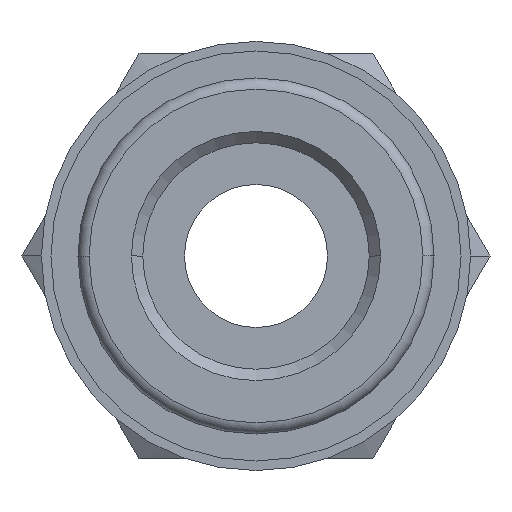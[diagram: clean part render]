
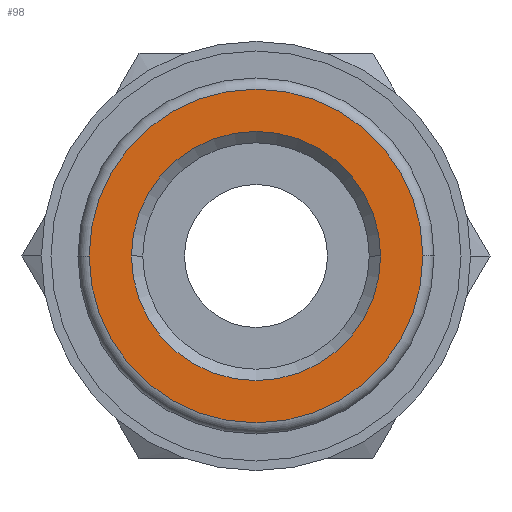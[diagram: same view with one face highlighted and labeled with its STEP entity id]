
A CAD part, front view. The second image highlights one B-rep face of the part: STEP entity #98.
In plain terms, the highlighted planar face has unit normal (0, -1, 0).
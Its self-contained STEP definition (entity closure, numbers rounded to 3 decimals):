
#98=ADVANCED_FACE('',(#258,#259),#260,.T.);
#258=FACE_BOUND('',#487,.T.);
#259=FACE_OUTER_BOUND('',#488,.T.);
#260=PLANE('',#489);
#487=EDGE_LOOP('',(#721,#722));
#488=EDGE_LOOP('',(#723,#724));
#489=AXIS2_PLACEMENT_3D('',#725,#726,#727);
#721=ORIENTED_EDGE('',*,*,#1283,.T.);
#722=ORIENTED_EDGE('',*,*,#1284,.T.);
#723=ORIENTED_EDGE('',*,*,#1285,.T.);
#724=ORIENTED_EDGE('',*,*,#1286,.T.);
#725=CARTESIAN_POINT('',(0.0,0.0,0.0));
#726=DIRECTION('',(0.0,-1.0,0.0));
#727=DIRECTION('',(-1.0,0.0,0.0));
#1283=EDGE_CURVE('',#1507,#1508,#1509,.T.);
#1284=EDGE_CURVE('',#1508,#1507,#1510,.T.);
#1285=EDGE_CURVE('',#1511,#1512,#1513,.T.);
#1286=EDGE_CURVE('',#1512,#1511,#1514,.T.);
#1507=VERTEX_POINT('',#1853);
#1508=VERTEX_POINT('',#1854);
#1509=CIRCLE('',#1855,5.225);
#1510=CIRCLE('',#1856,5.225);
#1511=VERTEX_POINT('',#1857);
#1512=VERTEX_POINT('',#1858);
#1513=CIRCLE('',#1859,7.0);
#1514=CIRCLE('',#1860,7.0);
#1853=CARTESIAN_POINT('',(-5.225,0.0,0.));
#1854=CARTESIAN_POINT('',(5.225,0.0,0.));
#1855=AXIS2_PLACEMENT_3D('',#2404,#2405,#2406);
#1856=AXIS2_PLACEMENT_3D('',#2407,#2408,#2409);
#1857=CARTESIAN_POINT('',(7.0,0.0,0.0));
#1858=CARTESIAN_POINT('',(-7.0,0.0,0.));
#1859=AXIS2_PLACEMENT_3D('',#2410,#2411,#2412);
#1860=AXIS2_PLACEMENT_3D('',#2413,#2414,#2415);
#2404=CARTESIAN_POINT('',(0.0,0.0,0.0));
#2405=DIRECTION('',(-0.0,1.0,0.0));
#2406=DIRECTION('',(1.0,0.0,0.0));
#2407=CARTESIAN_POINT('',(0.0,0.0,0.0));
#2408=DIRECTION('',(-0.0,1.0,0.0));
#2409=DIRECTION('',(1.0,0.0,0.0));
#2410=CARTESIAN_POINT('',(0.0,0.0,0.0));
#2411=DIRECTION('',(0.0,-1.0,0.0));
#2412=DIRECTION('',(1.0,0.0,0.0));
#2413=CARTESIAN_POINT('',(0.0,0.0,0.0));
#2414=DIRECTION('',(0.0,-1.0,0.0));
#2415=DIRECTION('',(1.0,0.0,0.0));
